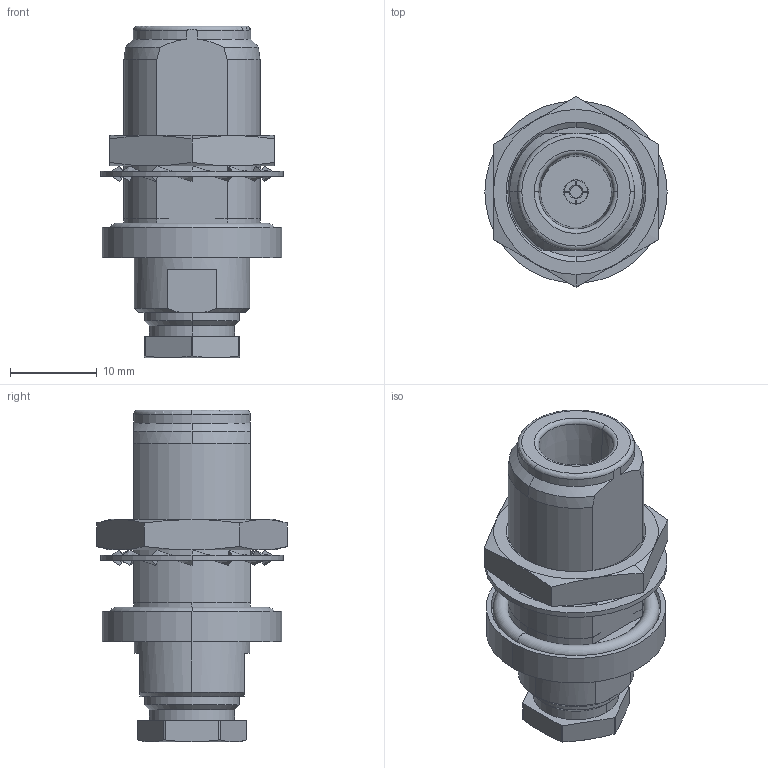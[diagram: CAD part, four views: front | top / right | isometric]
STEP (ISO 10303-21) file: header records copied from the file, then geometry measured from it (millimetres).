
FILE_DESCRIPTION (( 'STEP AP214' ), '1' );
FILE_NAME ('J01021H0081.STEP', '2018-09-18T08:02:42', ( '' ), ( '' ), 'SwSTEP 2.0', 'SolidWorks 2017', '' );
FILE_SCHEMA (( 'AUTOMOTIVE_DESIGN' ));
Length unit declared in the file: millimetre
Products named in the file (1): J01021H0081
Bounding box: 21 x 21.94 x 38.22 mm (x, y, z)
Volume: 6746 mm3; surface area: 3948.9 mm2
Topology: 3 solids, 3 shells, 207 faces, 520 edges, 326 vertices
Faces by surface type: plane 73, cylinder 48, cone 42, bspline 36, torus 8
Entity records: 9296 total; most frequent: CARTESIAN_POINT 2316, ORIENTED_EDGE 1040, DIRECTION 860, EDGE_CURVE 520, AXIS2_PLACEMENT_3D 326, VERTEX_POINT 326, EDGE_LOOP 222, UNCERTAINTY_MEASURE_WITH_UNIT 211
